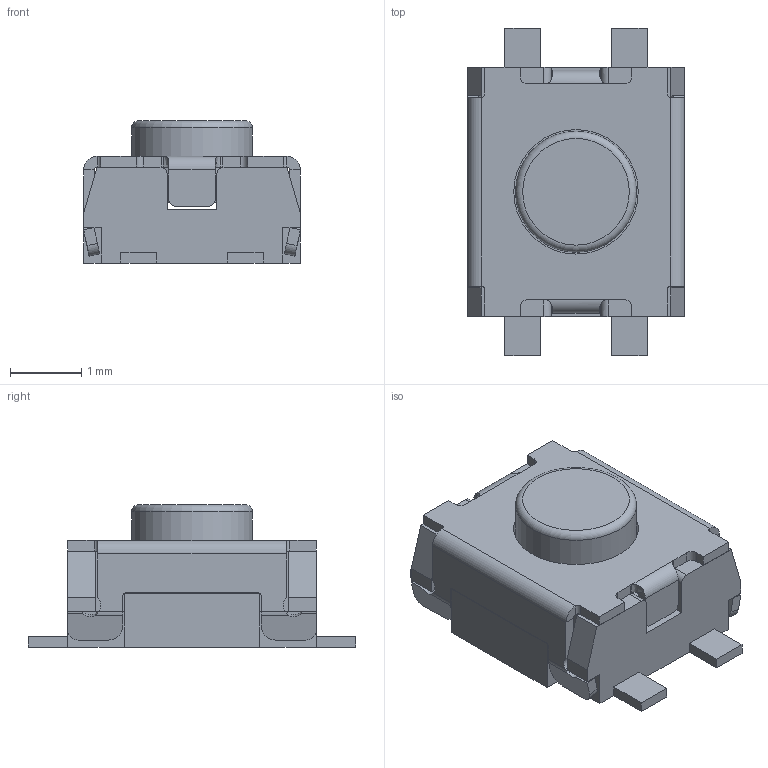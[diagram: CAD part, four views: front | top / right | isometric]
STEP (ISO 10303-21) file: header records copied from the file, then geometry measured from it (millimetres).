
FILE_DESCRIPTION(('FreeCAD Model'),'2;1');
FILE_NAME('Open CASCADE Shape Model','2022-11-01T01:28:01',(''),(''), 'Open CASCADE STEP processor 7.6','FreeCAD','Unknown');
FILE_SCHEMA(('AUTOMOTIVE_DESIGN { 1 0 10303 214 1 1 1 1 }'));
Length unit declared in the file: millimetre
Products named in the file (9): tactile_switch_3.5x2.9_4F; COMPOUND007; COMPOUND; COMPOUND001; COMPOUND002; COMPOUND003; COMPOUND004; COMPOUND005; COMPOUND006
Assembly tree (8 placements, depth 3):
  tactile_switch_3.5x2.9_4F
    COMPOUND007
      COMPOUND
      COMPOUND001
      COMPOUND002
      COMPOUND003
      COMPOUND004
      COMPOUND005
      COMPOUND006
Bounding box: 3.05 x 4.6 x 2 mm (x, y, z)
Volume: 13.3 mm3; surface area: 85.6 mm2
Topology: 7 solids, 7 shells, 245 faces, 614 edges, 385 vertices
Faces by surface type: plane 176, cylinder 60, bspline 8, torus 1
Full cylindrical faces by diameter (mm): 0.8 x1, 1.7 x1, 1.75 x1, 2.2 x1
Entity records: 16342 total; most frequent: CARTESIAN_POINT 3873, DIRECTION 2284, LINE 1540, VECTOR 1540, ORIENTED_EDGE 1228, PCURVE 1228, DEFINITIONAL_REPRESENTATION 1228, EDGE_CURVE 614
